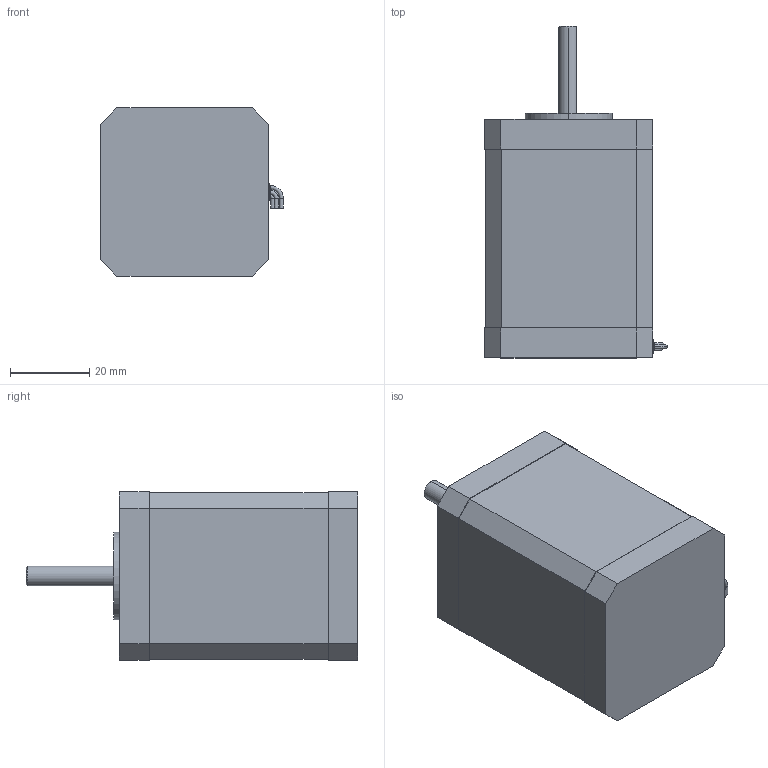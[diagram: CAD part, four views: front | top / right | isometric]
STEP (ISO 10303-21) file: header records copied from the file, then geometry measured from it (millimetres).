
FILE_DESCRIPTION (( 'STEP AP203' ), '1' );
FILE_NAME ('Nema 17 Llarg_CAD Left_sldprt.STEP', '2024-02-29T15:20:16', ( '' ), ( '' ), 'SwSTEP 2.0', 'SolidWorks 2022', '' );
FILE_SCHEMA (( 'CONFIG_CONTROL_DESIGN' ));
Length unit declared in the file: millimetre
Products named in the file (1): Nema 17 Llarg_CAD Left_sldprt
Bounding box: 45.95 x 83.5 x 42.3 mm (x, y, z)
Volume: 104931.1 mm3; surface area: 13878 mm2
Topology: 5 solids, 5 shells, 99 faces, 213 edges, 136 vertices
Faces by surface type: plane 55, cylinder 31, torus 8, cone 5
Entity records: 2751 total; most frequent: DIRECTION 488, CARTESIAN_POINT 455, ORIENTED_EDGE 426, EDGE_CURVE 213, AXIS2_PLACEMENT_3D 177, VERTEX_POINT 136, LINE 134, VECTOR 134
